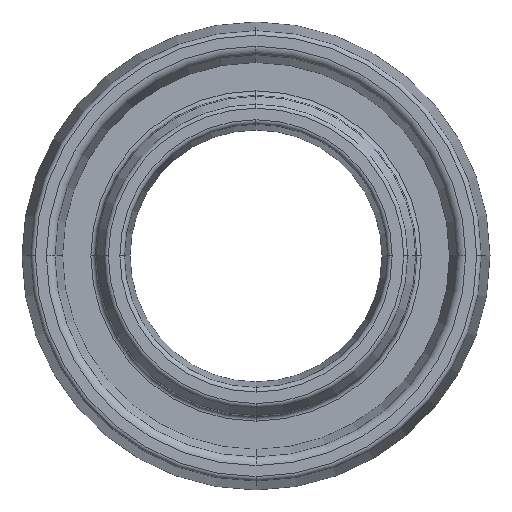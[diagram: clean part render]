
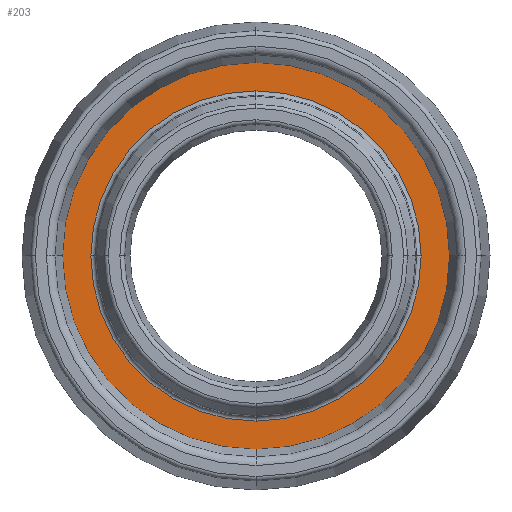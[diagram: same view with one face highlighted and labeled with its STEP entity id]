
A CAD part, top view. The second image highlights one B-rep face of the part: STEP entity #203.
In plain terms, the highlighted planar face has unit normal (0, 0, 1).
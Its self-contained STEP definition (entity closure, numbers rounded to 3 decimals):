
#203=ADVANCED_FACE('',(#423,#424),#425,.T.);
#423=FACE_OUTER_BOUND('',#657,.T.);
#424=FACE_BOUND('',#658,.T.);
#425=PLANE('',#659);
#657=EDGE_LOOP('',(#1151,#1152,#1153,#1154));
#658=EDGE_LOOP('',(#1155,#1156,#1157,#1158));
#659=AXIS2_PLACEMENT_3D('',#1159,#1160,#1161);
#1151=ORIENTED_EDGE('',*,*,#1347,.T.);
#1152=ORIENTED_EDGE('',*,*,#1351,.T.);
#1153=ORIENTED_EDGE('',*,*,#1354,.T.);
#1154=ORIENTED_EDGE('',*,*,#1342,.T.);
#1155=ORIENTED_EDGE('',*,*,#1528,.F.);
#1156=ORIENTED_EDGE('',*,*,#1529,.F.);
#1157=ORIENTED_EDGE('',*,*,#1434,.F.);
#1158=ORIENTED_EDGE('',*,*,#1428,.F.);
#1159=CARTESIAN_POINT('',(23.817,23.817,4.0));
#1160=DIRECTION('',(0.,0.,1.0));
#1161=DIRECTION('',(1.0,0.,0.0));
#1342=EDGE_CURVE('',#1578,#1576,#1579,.T.);
#1347=EDGE_CURVE('',#1576,#1584,#1586,.T.);
#1351=EDGE_CURVE('',#1584,#1590,#1592,.T.);
#1354=EDGE_CURVE('',#1590,#1578,#1595,.T.);
#1428=EDGE_CURVE('',#1706,#1709,#1710,.T.);
#1434=EDGE_CURVE('',#1709,#1716,#1719,.T.);
#1528=EDGE_CURVE('',#1844,#1706,#1845,.T.);
#1529=EDGE_CURVE('',#1716,#1844,#1846,.T.);
#1576=VERTEX_POINT('',#1897);
#1578=VERTEX_POINT('',#1899);
#1579=CIRCLE('',#1900,21.652);
#1584=VERTEX_POINT('',#1905);
#1586=CIRCLE('',#1907,21.652);
#1590=VERTEX_POINT('',#1911);
#1592=CIRCLE('',#1913,21.652);
#1595=CIRCLE('',#1916,21.652);
#1706=VERTEX_POINT('',#2041);
#1709=VERTEX_POINT('',#2044);
#1710=CIRCLE('',#2045,18.35);
#1716=VERTEX_POINT('',#2051);
#1719=CIRCLE('',#2054,18.35);
#1844=VERTEX_POINT('',#2193);
#1845=CIRCLE('',#2194,18.35);
#1846=CIRCLE('',#2195,18.35);
#1897=CARTESIAN_POINT('',(-21.652,0.,4.0));
#1899=CARTESIAN_POINT('',(0.,21.652,4.0));
#1900=AXIS2_PLACEMENT_3D('',#2250,#2251,#2252);
#1905=CARTESIAN_POINT('',(0.,-21.652,4.0));
#1907=AXIS2_PLACEMENT_3D('',#2262,#2263,#2264);
#1911=CARTESIAN_POINT('',(21.652,0.,4.0));
#1913=AXIS2_PLACEMENT_3D('',#2271,#2272,#2273);
#1916=AXIS2_PLACEMENT_3D('',#2277,#2278,#2279);
#2041=CARTESIAN_POINT('',(0.,-18.35,4.0));
#2044=CARTESIAN_POINT('',(18.35,0.,4.0));
#2045=AXIS2_PLACEMENT_3D('',#2420,#2421,#2422);
#2051=CARTESIAN_POINT('',(0.,18.35,4.0));
#2054=AXIS2_PLACEMENT_3D('',#2435,#2436,#2437);
#2193=CARTESIAN_POINT('',(-18.35,0.,4.0));
#2194=AXIS2_PLACEMENT_3D('',#2596,#2597,#2598);
#2195=AXIS2_PLACEMENT_3D('',#2599,#2600,#2601);
#2250=CARTESIAN_POINT('',(0.,0.,4.0));
#2251=DIRECTION('',(0.,0.,1.0));
#2252=DIRECTION('',(1.0,0.,0.0));
#2262=CARTESIAN_POINT('',(0.,0.,4.0));
#2263=DIRECTION('',(0.,0.,1.0));
#2264=DIRECTION('',(-1.0,0.,0.0));
#2271=CARTESIAN_POINT('',(0.,0.,4.0));
#2272=DIRECTION('',(0.,0.,1.0));
#2273=DIRECTION('',(-1.0,0.,0.0));
#2277=CARTESIAN_POINT('',(0.,0.,4.0));
#2278=DIRECTION('',(0.,0.,1.0));
#2279=DIRECTION('',(1.0,0.,0.0));
#2420=CARTESIAN_POINT('',(0.,0.,4.0));
#2421=DIRECTION('',(0.,0.,1.0));
#2422=DIRECTION('',(-1.0,0.,0.0));
#2435=CARTESIAN_POINT('',(0.,0.,4.0));
#2436=DIRECTION('',(0.,0.,1.0));
#2437=DIRECTION('',(1.0,0.,0.0));
#2596=CARTESIAN_POINT('',(0.,0.,4.0));
#2597=DIRECTION('',(0.,0.,1.0));
#2598=DIRECTION('',(-1.0,0.,0.0));
#2599=CARTESIAN_POINT('',(0.,0.,4.0));
#2600=DIRECTION('',(0.,0.,1.0));
#2601=DIRECTION('',(1.0,0.,0.0));
